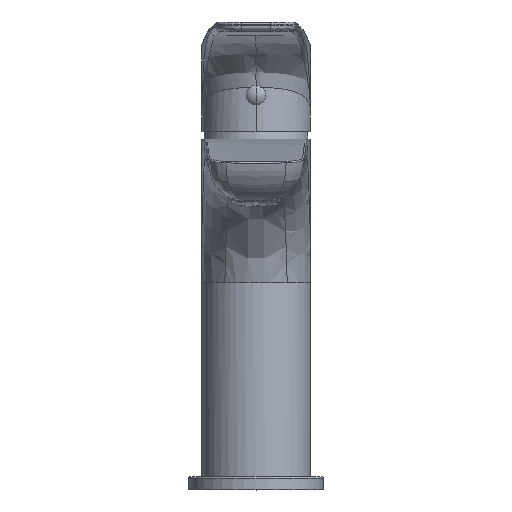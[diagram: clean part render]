
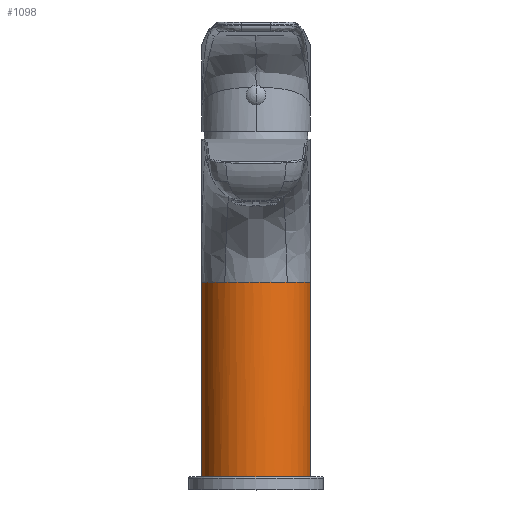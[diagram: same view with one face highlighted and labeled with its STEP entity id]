
A CAD part, top view. The second image highlights one B-rep face of the part: STEP entity #1098.
In plain terms, the highlighted cylindrical face has radius 21 mm (diameter 42 mm), a partial arc.
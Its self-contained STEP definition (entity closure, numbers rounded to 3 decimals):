
#70=DIRECTION('',(0.,1.,0.));
#71=VECTOR('',#70,129.5);
#72=CARTESIAN_POINT('',(21.,0.,0.));
#73=LINE('',#72,#71);
#74=CARTESIAN_POINT('',(0.,129.5,0.));
#75=DIRECTION('',(0.,1.,0.));
#76=DIRECTION('',(1.,0.,0.017));
#77=AXIS2_PLACEMENT_3D('',#74,#75,#76);
#79=CARTESIAN_POINT('',(0.,0.,0.));
#80=DIRECTION('',(0.,-1.,0.));
#81=DIRECTION('',(1.,0.,0.));
#82=AXIS2_PLACEMENT_3D('',#79,#80,#81);
#84=DIRECTION('',(0.,1.,0.));
#85=VECTOR('',#84,129.5);
#86=CARTESIAN_POINT('',(-21.,0.,0.));
#87=LINE('',#86,#85);
#88=CARTESIAN_POINT('',(0.,129.5,0.));
#89=DIRECTION('',(0.,1.,0.));
#90=DIRECTION('',(-1.,0.,0.));
#91=AXIS2_PLACEMENT_3D('',#88,#89,#90);
#93=DIRECTION('',(0.,-1.,0.));
#94=VECTOR('',#93,54.5);
#95=CARTESIAN_POINT('',(-20.997,129.5,0.367));
#96=LINE('',#95,#94);
#97=CARTESIAN_POINT('',(0.,75.,0.));
#98=DIRECTION('',(0.,-1.,0.));
#99=DIRECTION('',(-1.,0.,0.028));
#100=AXIS2_PLACEMENT_3D('',#97,#98,#99);
#102=CARTESIAN_POINT('',(0.,75.,0.));
#103=DIRECTION('',(0.,-1.,0.));
#104=DIRECTION('',(-0.572,0.,0.82));
#105=AXIS2_PLACEMENT_3D('',#102,#103,#104);
#107=CARTESIAN_POINT('',(12.005,75.,17.23));
#108=CARTESIAN_POINT('',(11.007,75.,17.926));
#109=CARTESIAN_POINT('',(8.888,75.004,19.143));
#110=CARTESIAN_POINT('',(5.443,74.997,20.392));
#111=CARTESIAN_POINT('',(1.833,75.,21.026));
#112=CARTESIAN_POINT('',(-1.833,75.,21.026));
#113=CARTESIAN_POINT('',(-5.443,74.997,20.392));
#114=CARTESIAN_POINT('',(-8.888,75.004,19.143));
#115=CARTESIAN_POINT('',(-11.007,75.,17.926));
#116=CARTESIAN_POINT('',(-12.005,75.,17.23));
#118=CARTESIAN_POINT('',(0.,75.,0.));
#119=DIRECTION('',(0.,-1.,0.));
#120=DIRECTION('',(1.,0.,0.028));
#121=AXIS2_PLACEMENT_3D('',#118,#119,#120);
#123=CARTESIAN_POINT('',(0.,75.,0.));
#124=DIRECTION('',(0.,-1.,0.));
#125=DIRECTION('',(1.,0.,0.017));
#126=AXIS2_PLACEMENT_3D('',#123,#124,#125);
#128=DIRECTION('',(0.,-1.,0.));
#129=VECTOR('',#128,54.5);
#130=CARTESIAN_POINT('',(20.997,129.5,0.367));
#131=LINE('',#130,#129);
#221=CARTESIAN_POINT('',(20.997,129.5,0.367));
#937=CARTESIAN_POINT('',(21.,0.,0.));
#938=CARTESIAN_POINT('',(-21.,0.,0.));
#939=VERTEX_POINT('',#937);
#940=VERTEX_POINT('',#938);
#961=CARTESIAN_POINT('',(20.997,75.,0.367));
#962=CARTESIAN_POINT('',(20.991,75.,0.598));
#963=VERTEX_POINT('',#961);
#964=VERTEX_POINT('',#962);
#965=CARTESIAN_POINT('',(12.005,75.,17.23));
#966=VERTEX_POINT('',#965);
#967=VERTEX_POINT('',#116);
#968=CARTESIAN_POINT('',(-20.991,75.,0.598));
#969=VERTEX_POINT('',#968);
#970=CARTESIAN_POINT('',(-20.997,75.,0.367));
#971=VERTEX_POINT('',#970);
#999=VERTEX_POINT('',#221);
#1000=CARTESIAN_POINT('',(21.,129.5,0.));
#1001=VERTEX_POINT('',#1000);
#1002=CARTESIAN_POINT('',(-21.,129.5,0.));
#1003=VERTEX_POINT('',#1002);
#1004=CARTESIAN_POINT('',(-20.997,129.5,0.367));
#1005=VERTEX_POINT('',#1004);
#1071=CARTESIAN_POINT('',(0.,0.,0.));
#1072=DIRECTION('',(0.,1.,0.));
#1073=DIRECTION('',(1.,0.,0.));
#1074=AXIS2_PLACEMENT_3D('',#1071,#1072,#1073);
#1075=CYLINDRICAL_SURFACE('',#1074,21.);
#1076=ORIENTED_EDGE('',*,*,#1044,.T.);
#1077=ORIENTED_EDGE('',*,*,#1066,.F.);
#1079=ORIENTED_EDGE('',*,*,#1078,.T.);
#1080=ORIENTED_EDGE('',*,*,#1062,.T.);
#1081=ORIENTED_EDGE('',*,*,#1051,.T.);
#1083=ORIENTED_EDGE('',*,*,#1082,.T.);
#1085=ORIENTED_EDGE('',*,*,#1084,.F.);
#1087=ORIENTED_EDGE('',*,*,#1086,.F.);
#1089=ORIENTED_EDGE('',*,*,#1088,.F.);
#1091=ORIENTED_EDGE('',*,*,#1090,.F.);
#1093=ORIENTED_EDGE('',*,*,#1092,.F.);
#1095=ORIENTED_EDGE('',*,*,#1094,.F.);
#1096=EDGE_LOOP('',(#1076,#1077,#1079,#1080,#1081,#1083,#1085,#1087,#1089,#1091,
#1093,#1095));
#1097=FACE_OUTER_BOUND('',#1096,.F.);
#1098=ADVANCED_FACE('',(#1097),#1075,.T.);
#78=CIRCLE('',#77,21.);
#83=CIRCLE('',#82,21.);
#92=CIRCLE('',#91,21.);
#101=CIRCLE('',#100,21.);
#106=CIRCLE('',#105,21.);
#117=B_SPLINE_CURVE_WITH_KNOTS('',3,(#107,#108,#109,#110,#111,#112,#113,#114,
#115,#116),.UNSPECIFIED.,.F.,.F.,(4,1,1,1,1,1,1,4),(0.,0.143,
0.286,0.429,0.571,0.714,
0.857,1.),.UNSPECIFIED.);
#122=CIRCLE('',#121,21.);
#127=CIRCLE('',#126,21.);
#1044=EDGE_CURVE('',#999,#1001,#78,.T.);
#1051=EDGE_CURVE('',#1003,#1005,#92,.T.);
#1062=EDGE_CURVE('',#940,#1003,#87,.T.);
#1066=EDGE_CURVE('',#939,#1001,#73,.T.);
#1078=EDGE_CURVE('',#939,#940,#83,.T.);
#1082=EDGE_CURVE('',#1005,#971,#96,.T.);
#1084=EDGE_CURVE('',#969,#971,#101,.T.);
#1086=EDGE_CURVE('',#967,#969,#106,.T.);
#1088=EDGE_CURVE('',#966,#967,#117,.T.);
#1090=EDGE_CURVE('',#964,#966,#122,.T.);
#1092=EDGE_CURVE('',#963,#964,#127,.T.);
#1094=EDGE_CURVE('',#999,#963,#131,.T.);
